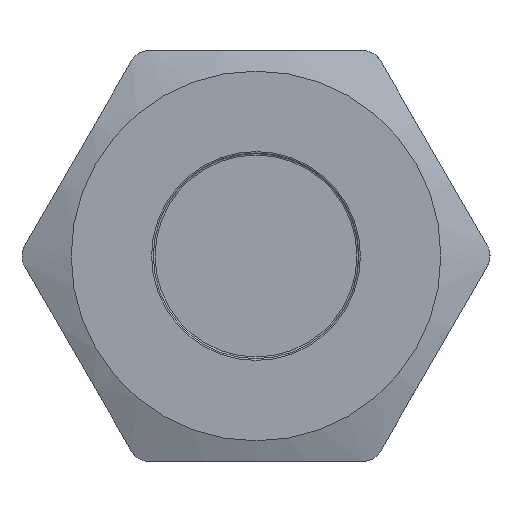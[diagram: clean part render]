
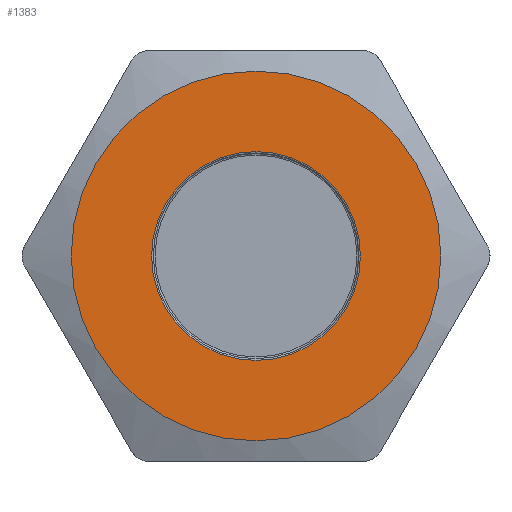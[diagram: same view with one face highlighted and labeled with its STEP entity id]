
A CAD part, left-side view. The second image highlights one B-rep face of the part: STEP entity #1383.
In plain terms, the highlighted planar face has unit normal (-1, 0, 0).
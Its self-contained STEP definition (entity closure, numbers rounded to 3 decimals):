
#15=FACE_BOUND('',#245,.T.);
#22=PLANE('',#1513);
#164=FACE_OUTER_BOUND('',#244,.T.);
#244=EDGE_LOOP('',(#1193));
#245=EDGE_LOOP('',(#1194));
#294=CIRCLE('',#1493,10.8);
#297=CIRCLE('',#1497,6.1);
#607=VERTEX_POINT('',#4215);
#614=VERTEX_POINT('',#4265);
#790=EDGE_CURVE('',#607,#607,#294,.T.);
#799=EDGE_CURVE('',#614,#614,#297,.T.);
#1193=ORIENTED_EDGE('',*,*,#790,.T.);
#1194=ORIENTED_EDGE('',*,*,#799,.T.);
#1383=ADVANCED_FACE('',(#164,#15),#22,.T.);
#1493=AXIS2_PLACEMENT_3D('',#4217,#1737,#1738);
#1497=AXIS2_PLACEMENT_3D('',#4267,#1745,#1746);
#1513=AXIS2_PLACEMENT_3D('',#6062,#1779,#1780);
#1737=DIRECTION('center_axis',(-1.,0.,0.));
#1738=DIRECTION('ref_axis',(0.,0.,1.));
#1745=DIRECTION('center_axis',(1.,0.,0.));
#1746=DIRECTION('ref_axis',(0.,0.,1.));
#1779=DIRECTION('center_axis',(-1.,0.,0.));
#1780=DIRECTION('ref_axis',(0.,0.,1.));
#4215=CARTESIAN_POINT('',(-10.,0.,-10.8));
#4217=CARTESIAN_POINT('Origin',(-10.,0.,0.));
#4265=CARTESIAN_POINT('',(-10.,0.,-6.1));
#4267=CARTESIAN_POINT('Origin',(-10.,0.,0.));
#6062=CARTESIAN_POINT('Origin',(-10.,13.856,0.));
